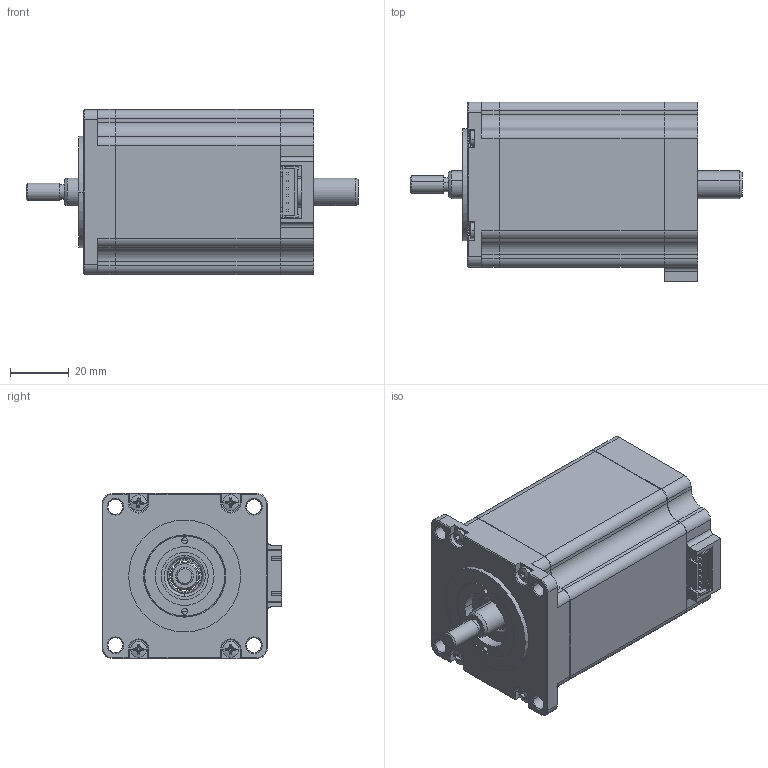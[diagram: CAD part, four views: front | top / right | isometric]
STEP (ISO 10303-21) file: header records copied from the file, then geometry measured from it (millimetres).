
FILE_DESCRIPTION (( 'STEP AP203' ), '1' );
FILE_NAME ('LN23AS-E09050-100-S-300.STEP', '2019-04-13T02:07:53', ( 'Sky123.Org' ), ( 'Sky123.Org' ), 'SwSTEP 2.0', 'SolidWorks 2014', '' );
FILE_SCHEMA (( 'CONFIG_CONTROL_DESIGN' ));
Length unit declared in the file: millimetre
Products named in the file (1): LN23AS-E09050-100-S-300
Bounding box: 113 x 61.2 x 56.2 mm (x, y, z)
Surface area: 35500.8 mm2 (no closed solid volume)
Topology: 0 solids, 19 shells, 388 faces, 1125 edges, 750 vertices
Faces by surface type: plane 192, cylinder 94, cone 90, sphere 8, torus 4
Entity records: 13218 total; most frequent: CARTESIAN_POINT 2896, DIRECTION 2173, ORIENTED_EDGE 2000, EDGE_CURVE 1125, AXIS2_PLACEMENT_3D 763, VERTEX_POINT 750, VECTOR 647, LINE 647
